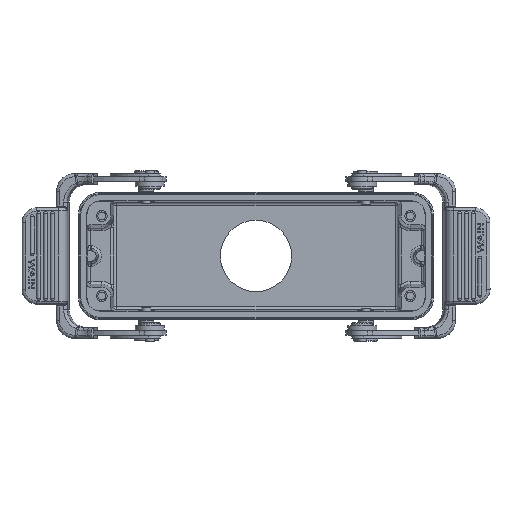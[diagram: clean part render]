
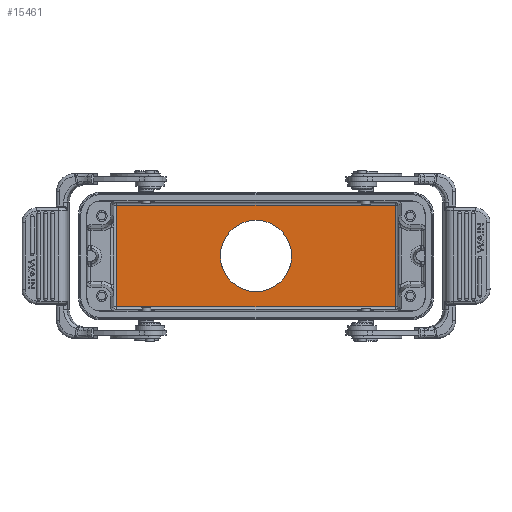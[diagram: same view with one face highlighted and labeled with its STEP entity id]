
A CAD part, front view. The second image highlights one B-rep face of the part: STEP entity #15461.
In plain terms, the highlighted planar face has unit normal (0, -1, 0).
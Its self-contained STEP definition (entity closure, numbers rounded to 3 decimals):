
#8841=LINE('',#48511,#11029);
#8843=LINE('',#48521,#11031);
#8845=LINE('',#48529,#11033);
#9623=LINE('',#53718,#11835);
#11029=VECTOR('',#38365,1.);
#11031=VECTOR('',#38377,1.);
#11033=VECTOR('',#38387,1.);
#11835=VECTOR('',#41027,1.);
#15461=ADVANCED_FACE('',(#16689,#16690),#16251,.F.);
#16251=PLANE('',#34362);
#16689=FACE_BOUND('',#18377,.T.);
#16690=FACE_BOUND('',#18378,.T.);
#18377=EDGE_LOOP('',(#25277,#25278));
#18378=EDGE_LOOP('',(#25279,#25280,#25281,#25282));
#25277=ORIENTED_EDGE('',*,*,#27768,.F.);
#25278=ORIENTED_EDGE('',*,*,#27944,.F.);
#25279=ORIENTED_EDGE('',*,*,#29866,.T.);
#25280=ORIENTED_EDGE('',*,*,#29862,.T.);
#25281=ORIENTED_EDGE('',*,*,#29857,.T.);
#25282=ORIENTED_EDGE('',*,*,#31224,.T.);
#25458=VERTEX_POINT('',#41184);
#25459=VERTEX_POINT('',#41186);
#26929=VERTEX_POINT('',#48512);
#26930=VERTEX_POINT('',#48513);
#26932=VERTEX_POINT('',#48522);
#26934=VERTEX_POINT('',#48530);
#27768=EDGE_CURVE('',#25458,#25459,#31284,.T.);
#27944=EDGE_CURVE('',#25459,#25458,#31306,.T.);
#29857=EDGE_CURVE('',#26929,#26930,#8841,.T.);
#29862=EDGE_CURVE('',#26932,#26929,#8843,.T.);
#29866=EDGE_CURVE('',#26934,#26932,#8845,.T.);
#31224=EDGE_CURVE('',#26930,#26934,#9623,.T.);
#31284=CIRCLE('',#32154,12.);
#31306=CIRCLE('',#32234,12.);
#32154=AXIS2_PLACEMENT_3D('',#41185,#34431,#34432);
#32234=AXIS2_PLACEMENT_3D('',#41563,#34740,#34741);
#34362=AXIS2_PLACEMENT_3D('',#53720,#41030,#41031);
#34431=DIRECTION('',(0.,-1.,0.));
#34432=DIRECTION('',(0.,0.,1.));
#34740=DIRECTION('',(0.,-1.,0.));
#34741=DIRECTION('',(1.,0.,-0.001));
#38365=DIRECTION('',(-1.,0.,0.));
#38377=DIRECTION('',(0.,0.,1.));
#38387=DIRECTION('',(1.,0.,0.));
#41027=DIRECTION('',(0.,0.,-1.));
#41030=DIRECTION('',(0.,1.,0.));
#41031=DIRECTION('',(1.,0.,0.));
#41184=CARTESIAN_POINT('',(-12.,52.,0.037));
#41185=CARTESIAN_POINT('',(0.,52.,0.));
#41186=CARTESIAN_POINT('',(12.,52.,0.034));
#41563=CARTESIAN_POINT('',(0.,52.,0.049));
#48511=CARTESIAN_POINT('',(47.,52.,17.135));
#48512=CARTESIAN_POINT('',(47.,52.,17.135));
#48513=CARTESIAN_POINT('',(-47.,52.,17.135));
#48521=CARTESIAN_POINT('',(47.,52.,-17.135));
#48522=CARTESIAN_POINT('',(47.,52.,-17.135));
#48529=CARTESIAN_POINT('',(-47.,52.,-17.135));
#48530=CARTESIAN_POINT('',(-47.,52.,-17.135));
#53718=CARTESIAN_POINT('',(-47.,52.,17.135));
#53720=CARTESIAN_POINT('',(57.,52.,-18.5));
